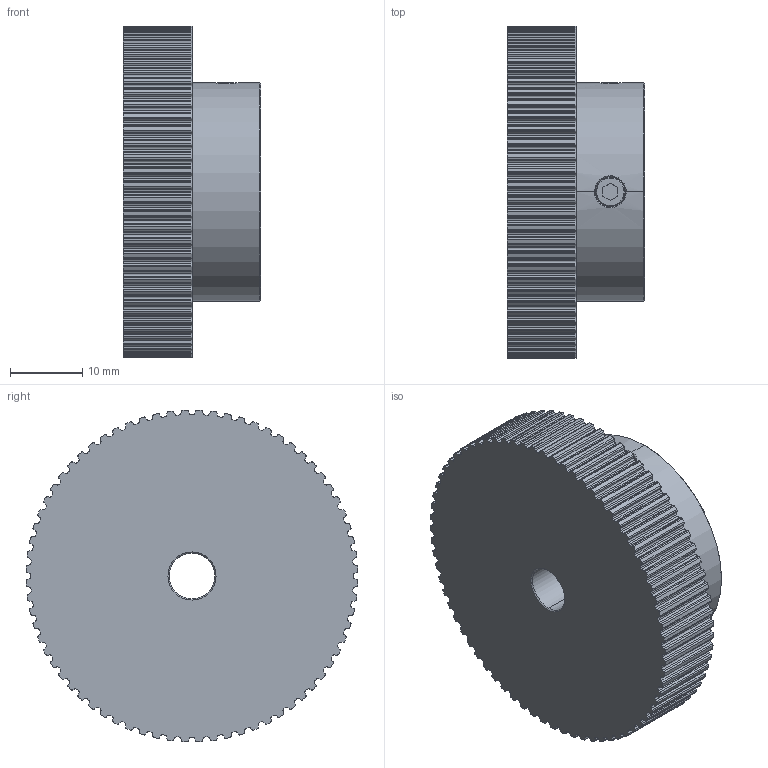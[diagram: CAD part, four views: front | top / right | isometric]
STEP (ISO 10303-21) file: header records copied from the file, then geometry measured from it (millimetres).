
FILE_DESCRIPTION (( 'STEP AP214' ), '1' );
FILE_NAME ('APB72MXL025B-250.step', '2016-06-13T20:59:27', ( '' ), ( '' ), 'SwSTEP 2.0', 'SolidWorks 2016', '' );
FILE_SCHEMA (( 'AUTOMOTIVE_DESIGN' ));
Length unit declared in the file: inch
Products named in the file (1): APB72MXL025B-250
Bounding box: 19.05 x 46.05 x 46.05 mm (x, y, z)
Volume: 21501.6 mm3; surface area: 6701.9 mm2
Topology: 3 solids, 3 shells, 677 faces, 1998 edges, 1328 vertices
Faces by surface type: cylinder 426, plane 237, cone 10, bspline 4
Entity records: 26420 total; most frequent: CARTESIAN_POINT 7307, DIRECTION 4178, ORIENTED_EDGE 3996, EDGE_CURVE 1998, AXIS2_PLACEMENT_3D 1528, VERTEX_POINT 1328, LINE 1122, VECTOR 1122
